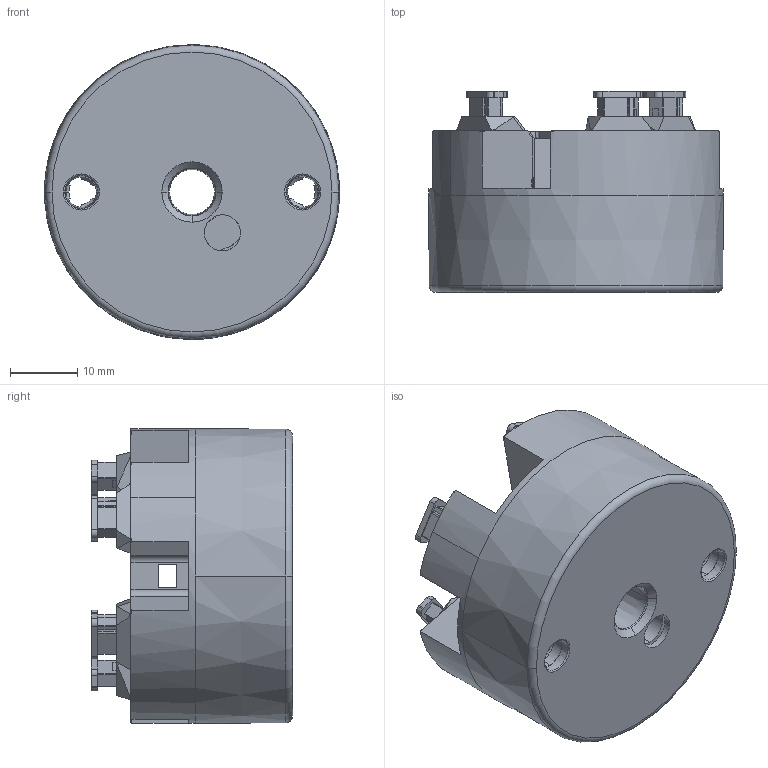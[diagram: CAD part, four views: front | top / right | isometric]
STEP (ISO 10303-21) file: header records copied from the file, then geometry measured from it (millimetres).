
FILE_DESCRIPTION (( 'STEP AP214' ), '1' );
FILE_NAME ('TMT72-6XR7_101.STEP', '2025-03-19T00:55:05', ( '' ), ( '' ), 'SwSTEP 2.0', 'SolidWorks 2024', '' );
FILE_SCHEMA (( 'AUTOMOTIVE_DESIGN' ));
Length unit declared in the file: inch
Products named in the file (1): TMT72-6XR7_101
Bounding box: 44 x 29.99 x 43.99 mm (x, y, z)
Volume: 29398.3 mm3; surface area: 14969.6 mm2
Topology: 1 solids, 13 shells, 1044 faces, 2857 edges, 1883 vertices
Faces by surface type: plane 551, cylinder 264, bspline 147, cone 57, torus 25
Entity records: 40698 total; most frequent: CARTESIAN_POINT 15308, ORIENTED_EDGE 5714, DIRECTION 4665, EDGE_CURVE 2857, VERTEX_POINT 1883, LINE 1675, VECTOR 1675, AXIS2_PLACEMENT_3D 1495
